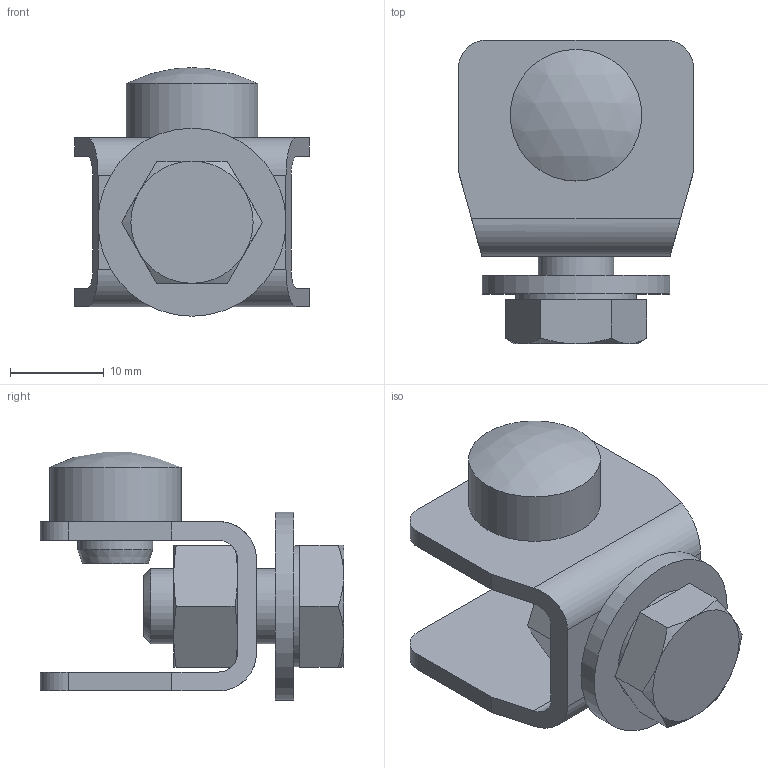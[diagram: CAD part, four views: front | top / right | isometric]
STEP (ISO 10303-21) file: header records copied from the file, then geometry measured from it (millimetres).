
FILE_DESCRIPTION(('STEP AP214'),'1');
FILE_NAME('PMH Ändstopp 100P.stp','2013-08-15T14:25:42',(' '),(' '),'Spatial InterOp 3D',' ',' ');
FILE_SCHEMA(('automotive_design'));
Length unit declared in the file: millimetre
Products named in the file (6): PMH Kabelskena andstopp 100P; NAUO5; NAUO4; NAUO3; NAUO2; NAUO1
Assembly tree (5 placements, depth 2):
  PMH Kabelskena andstopp 100P
    NAUO5
    NAUO4
    NAUO3
    NAUO2
    NAUO1
Bounding box: 25 x 32.3 x 26.43 mm (x, y, z)
Volume: 6524.3 mm3; surface area: 5832 mm2
Topology: 5 solids, 5 shells, 77 faces, 172 edges, 108 vertices
Faces by surface type: plane 36, cone 22, cylinder 17, torus 1, sphere 1
Full cylindrical faces by diameter (mm): 6.647 x1, 7.8 x1, 8 x2, 8.4 x1, 9 x1, 12.88 x1, 14 x1, 20 x1
Entity records: 2853 total; most frequent: CARTESIAN_POINT 515, DIRECTION 326, ORIENTED_EDGE 310, EDGE_CURVE 155, AXIS2_PLACEMENT_3D 132, VERTEX_POINT 105, EDGE_LOOP 102, FACE_OUTER_BOUND 87
